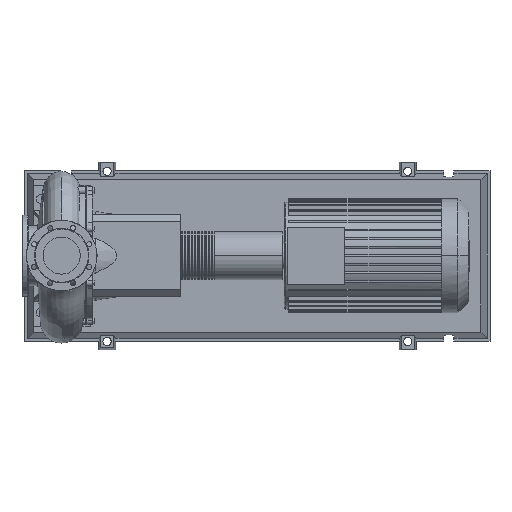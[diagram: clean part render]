
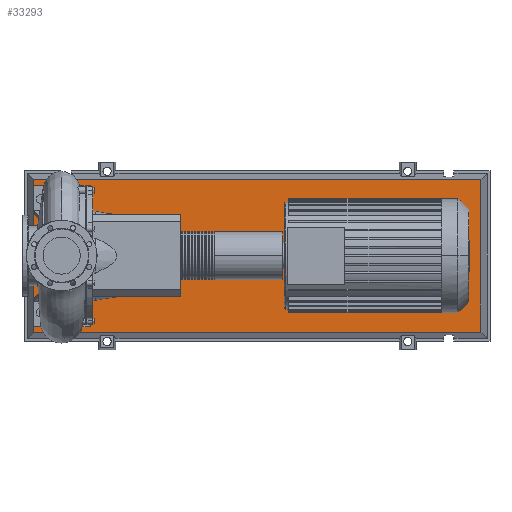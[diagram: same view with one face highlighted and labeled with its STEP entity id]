
A CAD part, top view. The second image highlights one B-rep face of the part: STEP entity #33293.
In plain terms, the highlighted planar face has unit normal (0, 0, 1).
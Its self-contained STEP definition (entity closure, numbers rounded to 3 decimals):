
#32974=CARTESIAN_POINT('',(1478.185,-268.185,123.0));
#32975=VERTEX_POINT('',#32974);
#32982=CARTESIAN_POINT('',(-98.185,-268.185,123.0));
#32983=VERTEX_POINT('',#32982);
#32984=CARTESIAN_POINT('',(1478.185,-268.185,123.0));
#32985=DIRECTION('',(-1.0,0.0,0.0));
#32986=VECTOR('',#32985,1576.37);
#32987=LINE('',#32984,#32986);
#32988=EDGE_CURVE('',#32975,#32983,#32987,.T.);
#33206=CARTESIAN_POINT('',(1478.185,268.185,123.0));
#33207=VERTEX_POINT('',#33206);
#33208=CARTESIAN_POINT('',(1478.185,268.185,123.0));
#33209=DIRECTION('',(0.0,-1.0,0.0));
#33210=VECTOR('',#33209,536.37);
#33211=LINE('',#33208,#33210);
#33212=EDGE_CURVE('',#33207,#32975,#33211,.T.);
#33230=CARTESIAN_POINT('',(-98.185,268.185,123.0));
#33231=VERTEX_POINT('',#33230);
#33232=CARTESIAN_POINT('',(-98.185,-268.185,123.0));
#33233=DIRECTION('',(0.0,1.0,0.0));
#33234=VECTOR('',#33233,536.37);
#33235=LINE('',#33232,#33234);
#33236=EDGE_CURVE('',#32983,#33231,#33235,.T.);
#33269=CARTESIAN_POINT('',(-98.185,268.185,123.0));
#33270=DIRECTION('',(1.0,0.0,0.0));
#33271=VECTOR('',#33270,1576.37);
#33272=LINE('',#33269,#33271);
#33273=EDGE_CURVE('',#33231,#33207,#33272,.T.);
#33282=CARTESIAN_POINT('',(690.,0.,123.0));
#33283=DIRECTION('',(0.0,0.0,1.0));
#33284=DIRECTION('',(1.0,0.0,0.0));
#33285=AXIS2_PLACEMENT_3D('',#33282,#33283,#33284);
#33286=PLANE('',#33285);
#33287=ORIENTED_EDGE('',*,*,#33212,.F.);
#33288=ORIENTED_EDGE('',*,*,#33273,.F.);
#33289=ORIENTED_EDGE('',*,*,#33236,.F.);
#33290=ORIENTED_EDGE('',*,*,#32988,.F.);
#33291=EDGE_LOOP('',(#33287,#33288,#33289,#33290));
#33292=FACE_OUTER_BOUND('',#33291,.T.);
#33293=ADVANCED_FACE('',(#33292),#33286,.T.);
